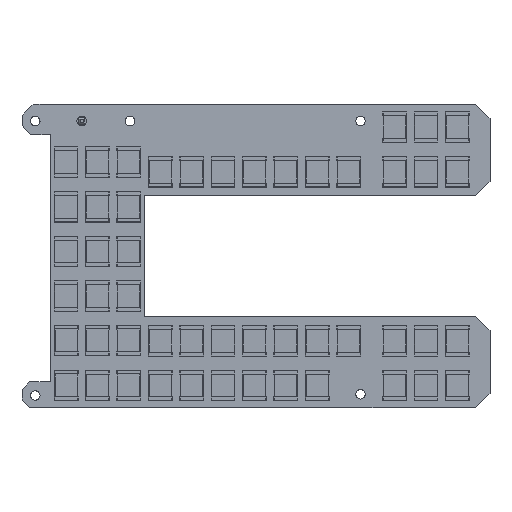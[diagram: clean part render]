
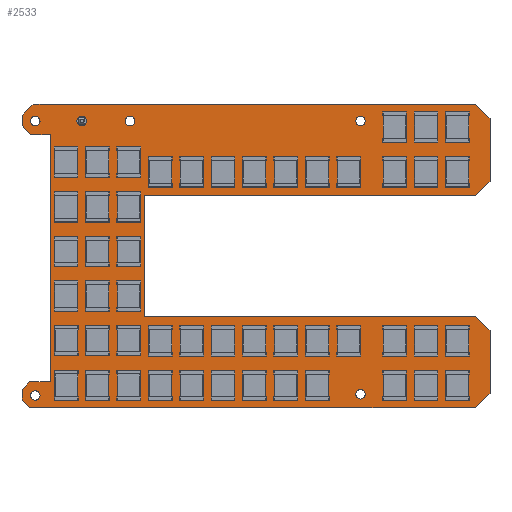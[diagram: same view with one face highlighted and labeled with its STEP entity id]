
A CAD part, top view. The second image highlights one B-rep face of the part: STEP entity #2533.
In plain terms, the highlighted planar face has unit normal (0, 0, 1).
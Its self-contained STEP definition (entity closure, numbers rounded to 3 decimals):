
#2187 = VERTEX_POINT('',#2188);
#2188 = CARTESIAN_POINT('',(119.126,-51.816,1.6));
#2194 = EDGE_CURVE('',#2187,#2195,#2197,.T.);
#2195 = VERTEX_POINT('',#2196);
#2196 = CARTESIAN_POINT('',(119.126,-58.42,1.6));
#2197 = LINE('',#2198,#2199);
#2198 = CARTESIAN_POINT('',(119.126,-51.816,1.6));
#2199 = VECTOR('',#2200,1.);
#2200 = DIRECTION('',(0.,-1.,0.));
#2227 = VERTEX_POINT('',#2228);
#2228 = CARTESIAN_POINT('',(117.602,-50.292,1.6));
#2234 = EDGE_CURVE('',#2227,#2187,#2235,.T.);
#2235 = LINE('',#2236,#2237);
#2236 = CARTESIAN_POINT('',(117.602,-50.292,1.6));
#2237 = VECTOR('',#2238,1.);
#2238 = DIRECTION('',(0.707,-0.707,0.));
#2256 = EDGE_CURVE('',#2195,#2257,#2259,.T.);
#2257 = VERTEX_POINT('',#2258);
#2258 = CARTESIAN_POINT('',(117.602,-59.944,1.6));
#2259 = LINE('',#2260,#2261);
#2260 = CARTESIAN_POINT('',(119.126,-58.42,1.6));
#2261 = VECTOR('',#2262,1.);
#2262 = DIRECTION('',(-0.707,-0.707,0.));
#2533 = ADVANCED_FACE('',(#2534,#2713,#2724,#2735,#2746,#2757,#2768),
  #2779,.T.);
#2534 = FACE_BOUND('',#2535,.T.);
#2535 = EDGE_LOOP('',(#2536,#2537,#2538,#2546,#2554,#2562,#2570,#2578,
    #2586,#2594,#2602,#2610,#2618,#2626,#2634,#2642,#2650,#2658,#2666,
    #2674,#2682,#2690,#2698,#2706,#2712));
#2536 = ORIENTED_EDGE('',*,*,#2194,.F.);
#2537 = ORIENTED_EDGE('',*,*,#2234,.F.);
#2538 = ORIENTED_EDGE('',*,*,#2539,.F.);
#2539 = EDGE_CURVE('',#2540,#2227,#2542,.T.);
#2540 = VERTEX_POINT('',#2541);
#2541 = CARTESIAN_POINT('',(72.39,-50.292,1.6));
#2542 = LINE('',#2543,#2544);
#2543 = CARTESIAN_POINT('',(72.39,-50.292,1.6));
#2544 = VECTOR('',#2545,1.);
#2545 = DIRECTION('',(1.,0.,0.));
#2546 = ORIENTED_EDGE('',*,*,#2547,.F.);
#2547 = EDGE_CURVE('',#2548,#2540,#2550,.T.);
#2548 = VERTEX_POINT('',#2549);
#2549 = CARTESIAN_POINT('',(71.145,-50.292,1.6));
#2550 = LINE('',#2551,#2552);
#2551 = CARTESIAN_POINT('',(71.145,-50.292,1.6));
#2552 = VECTOR('',#2553,1.);
#2553 = DIRECTION('',(1.,0.,0.));
#2554 = ORIENTED_EDGE('',*,*,#2555,.F.);
#2555 = EDGE_CURVE('',#2556,#2548,#2558,.T.);
#2556 = VERTEX_POINT('',#2557);
#2557 = CARTESIAN_POINT('',(71.095,-50.292,1.6));
#2558 = LINE('',#2559,#2560);
#2559 = CARTESIAN_POINT('',(71.095,-50.292,1.6));
#2560 = VECTOR('',#2561,1.);
#2561 = DIRECTION('',(1.,0.,0.));
#2562 = ORIENTED_EDGE('',*,*,#2563,.F.);
#2563 = EDGE_CURVE('',#2564,#2556,#2566,.T.);
#2564 = VERTEX_POINT('',#2565);
#2565 = CARTESIAN_POINT('',(70.739,-50.648,1.6));
#2566 = LINE('',#2567,#2568);
#2567 = CARTESIAN_POINT('',(70.739,-50.648,1.6));
#2568 = VECTOR('',#2569,1.);
#2569 = DIRECTION('',(0.707,0.707,0.));
#2570 = ORIENTED_EDGE('',*,*,#2571,.F.);
#2571 = EDGE_CURVE('',#2572,#2564,#2574,.T.);
#2572 = VERTEX_POINT('',#2573);
#2573 = CARTESIAN_POINT('',(69.926,-51.451,1.6));
#2574 = LINE('',#2575,#2576);
#2575 = CARTESIAN_POINT('',(69.926,-51.451,1.6));
#2576 = VECTOR('',#2577,1.);
#2577 = DIRECTION('',(0.711,0.703,0.));
#2578 = ORIENTED_EDGE('',*,*,#2579,.F.);
#2579 = EDGE_CURVE('',#2580,#2572,#2582,.T.);
#2580 = VERTEX_POINT('',#2581);
#2581 = CARTESIAN_POINT('',(69.926,-52.578,1.6));
#2582 = LINE('',#2583,#2584);
#2583 = CARTESIAN_POINT('',(69.926,-52.578,1.6));
#2584 = VECTOR('',#2585,1.);
#2585 = DIRECTION('',(0.,1.,0.));
#2586 = ORIENTED_EDGE('',*,*,#2587,.F.);
#2587 = EDGE_CURVE('',#2588,#2580,#2590,.T.);
#2588 = VERTEX_POINT('',#2589);
#2589 = CARTESIAN_POINT('',(70.739,-53.391,1.6));
#2590 = LINE('',#2591,#2592);
#2591 = CARTESIAN_POINT('',(70.739,-53.391,1.6));
#2592 = VECTOR('',#2593,1.);
#2593 = DIRECTION('',(-0.707,0.707,0.));
#2594 = ORIENTED_EDGE('',*,*,#2595,.F.);
#2595 = EDGE_CURVE('',#2596,#2588,#2598,.T.);
#2596 = VERTEX_POINT('',#2597);
#2597 = CARTESIAN_POINT('',(70.841,-53.492,1.6));
#2598 = LINE('',#2599,#2600);
#2599 = CARTESIAN_POINT('',(70.841,-53.492,1.6));
#2600 = VECTOR('',#2601,1.);
#2601 = DIRECTION('',(-0.707,0.707,0.));
#2602 = ORIENTED_EDGE('',*,*,#2603,.F.);
#2603 = EDGE_CURVE('',#2604,#2596,#2606,.T.);
#2604 = VERTEX_POINT('',#2605);
#2605 = CARTESIAN_POINT('',(72.898,-53.492,1.6));
#2606 = LINE('',#2607,#2608);
#2607 = CARTESIAN_POINT('',(72.898,-53.492,1.6));
#2608 = VECTOR('',#2609,1.);
#2609 = DIRECTION('',(-1.,0.,0.));
#2610 = ORIENTED_EDGE('',*,*,#2611,.F.);
#2611 = EDGE_CURVE('',#2612,#2604,#2614,.T.);
#2612 = VERTEX_POINT('',#2613);
#2613 = CARTESIAN_POINT('',(72.898,-79.477,1.6));
#2614 = LINE('',#2615,#2616);
#2615 = CARTESIAN_POINT('',(72.898,-79.477,1.6));
#2616 = VECTOR('',#2617,1.);
#2617 = DIRECTION('',(0.,1.,0.));
#2618 = ORIENTED_EDGE('',*,*,#2619,.F.);
#2619 = EDGE_CURVE('',#2620,#2612,#2622,.T.);
#2620 = VERTEX_POINT('',#2621);
#2621 = CARTESIAN_POINT('',(70.739,-79.477,1.6));
#2622 = LINE('',#2623,#2624);
#2623 = CARTESIAN_POINT('',(70.739,-79.477,1.6));
#2624 = VECTOR('',#2625,1.);
#2625 = DIRECTION('',(1.,0.,0.));
#2626 = ORIENTED_EDGE('',*,*,#2627,.F.);
#2627 = EDGE_CURVE('',#2628,#2620,#2630,.T.);
#2628 = VERTEX_POINT('',#2629);
#2629 = CARTESIAN_POINT('',(69.926,-80.28,1.6));
#2630 = LINE('',#2631,#2632);
#2631 = CARTESIAN_POINT('',(69.926,-80.28,1.6));
#2632 = VECTOR('',#2633,1.);
#2633 = DIRECTION('',(0.711,0.703,0.));
#2634 = ORIENTED_EDGE('',*,*,#2635,.F.);
#2635 = EDGE_CURVE('',#2636,#2628,#2638,.T.);
#2636 = VERTEX_POINT('',#2637);
#2637 = CARTESIAN_POINT('',(69.926,-81.407,1.6));
#2638 = LINE('',#2639,#2640);
#2639 = CARTESIAN_POINT('',(69.926,-81.407,1.6));
#2640 = VECTOR('',#2641,1.);
#2641 = DIRECTION('',(0.,1.,0.));
#2642 = ORIENTED_EDGE('',*,*,#2643,.F.);
#2643 = EDGE_CURVE('',#2644,#2636,#2646,.T.);
#2644 = VERTEX_POINT('',#2645);
#2645 = CARTESIAN_POINT('',(70.739,-82.22,1.6));
#2646 = LINE('',#2647,#2648);
#2647 = CARTESIAN_POINT('',(70.739,-82.22,1.6));
#2648 = VECTOR('',#2649,1.);
#2649 = DIRECTION('',(-0.707,0.707,0.));
#2650 = ORIENTED_EDGE('',*,*,#2651,.F.);
#2651 = EDGE_CURVE('',#2652,#2644,#2654,.T.);
#2652 = VERTEX_POINT('',#2653);
#2653 = CARTESIAN_POINT('',(105.664,-82.22,1.6));
#2654 = LINE('',#2655,#2656);
#2655 = CARTESIAN_POINT('',(105.664,-82.22,1.6));
#2656 = VECTOR('',#2657,1.);
#2657 = DIRECTION('',(-1.,0.,0.));
#2658 = ORIENTED_EDGE('',*,*,#2659,.F.);
#2659 = EDGE_CURVE('',#2660,#2652,#2662,.T.);
#2660 = VERTEX_POINT('',#2661);
#2661 = CARTESIAN_POINT('',(117.602,-82.22,1.6));
#2662 = LINE('',#2663,#2664);
#2663 = CARTESIAN_POINT('',(117.602,-82.22,1.6));
#2664 = VECTOR('',#2665,1.);
#2665 = DIRECTION('',(-1.,0.,0.));
#2666 = ORIENTED_EDGE('',*,*,#2667,.F.);
#2667 = EDGE_CURVE('',#2668,#2660,#2670,.T.);
#2668 = VERTEX_POINT('',#2669);
#2669 = CARTESIAN_POINT('',(119.126,-80.696,1.6));
#2670 = LINE('',#2671,#2672);
#2671 = CARTESIAN_POINT('',(119.126,-80.696,1.6));
#2672 = VECTOR('',#2673,1.);
#2673 = DIRECTION('',(-0.707,-0.707,0.));
#2674 = ORIENTED_EDGE('',*,*,#2675,.F.);
#2675 = EDGE_CURVE('',#2676,#2668,#2678,.T.);
#2676 = VERTEX_POINT('',#2677);
#2677 = CARTESIAN_POINT('',(119.126,-74.092,1.6));
#2678 = LINE('',#2679,#2680);
#2679 = CARTESIAN_POINT('',(119.126,-74.092,1.6));
#2680 = VECTOR('',#2681,1.);
#2681 = DIRECTION('',(0.,-1.,0.));
#2682 = ORIENTED_EDGE('',*,*,#2683,.F.);
#2683 = EDGE_CURVE('',#2684,#2676,#2686,.T.);
#2684 = VERTEX_POINT('',#2685);
#2685 = CARTESIAN_POINT('',(117.602,-72.568,1.6));
#2686 = LINE('',#2687,#2688);
#2687 = CARTESIAN_POINT('',(117.602,-72.568,1.6));
#2688 = VECTOR('',#2689,1.);
#2689 = DIRECTION('',(0.707,-0.707,0.));
#2690 = ORIENTED_EDGE('',*,*,#2691,.F.);
#2691 = EDGE_CURVE('',#2692,#2684,#2694,.T.);
#2692 = VERTEX_POINT('',#2693);
#2693 = CARTESIAN_POINT('',(82.804,-72.568,1.6));
#2694 = LINE('',#2695,#2696);
#2695 = CARTESIAN_POINT('',(82.804,-72.568,1.6));
#2696 = VECTOR('',#2697,1.);
#2697 = DIRECTION('',(1.,0.,0.));
#2698 = ORIENTED_EDGE('',*,*,#2699,.F.);
#2699 = EDGE_CURVE('',#2700,#2692,#2702,.T.);
#2700 = VERTEX_POINT('',#2701);
#2701 = CARTESIAN_POINT('',(82.804,-59.944,1.6));
#2702 = LINE('',#2703,#2704);
#2703 = CARTESIAN_POINT('',(82.804,-59.944,1.6));
#2704 = VECTOR('',#2705,1.);
#2705 = DIRECTION('',(0.,-1.,0.));
#2706 = ORIENTED_EDGE('',*,*,#2707,.F.);
#2707 = EDGE_CURVE('',#2257,#2700,#2708,.T.);
#2708 = LINE('',#2709,#2710);
#2709 = CARTESIAN_POINT('',(117.602,-59.944,1.6));
#2710 = VECTOR('',#2711,1.);
#2711 = DIRECTION('',(-1.,0.,0.));
#2712 = ORIENTED_EDGE('',*,*,#2256,.F.);
#2713 = FACE_BOUND('',#2714,.T.);
#2714 = EDGE_LOOP('',(#2715));
#2715 = ORIENTED_EDGE('',*,*,#2716,.T.);
#2716 = EDGE_CURVE('',#2717,#2717,#2719,.T.);
#2717 = VERTEX_POINT('',#2718);
#2718 = CARTESIAN_POINT('',(71.323,-81.424,1.6));
#2719 = CIRCLE('',#2720,0.5);
#2720 = AXIS2_PLACEMENT_3D('',#2721,#2722,#2723);
#2721 = CARTESIAN_POINT('',(71.323,-80.924,1.6));
#2722 = DIRECTION('',(-0.,0.,-1.));
#2723 = DIRECTION('',(-0.,-1.,0.));
#2724 = FACE_BOUND('',#2725,.T.);
#2725 = EDGE_LOOP('',(#2726));
#2726 = ORIENTED_EDGE('',*,*,#2727,.T.);
#2727 = EDGE_CURVE('',#2728,#2728,#2730,.T.);
#2728 = VERTEX_POINT('',#2729);
#2729 = CARTESIAN_POINT('',(105.512,-81.297,1.6));
#2730 = CIRCLE('',#2731,0.5);
#2731 = AXIS2_PLACEMENT_3D('',#2732,#2733,#2734);
#2732 = CARTESIAN_POINT('',(105.512,-80.797,1.6));
#2733 = DIRECTION('',(-0.,0.,-1.));
#2734 = DIRECTION('',(-0.,-1.,0.));
#2735 = FACE_BOUND('',#2736,.T.);
#2736 = EDGE_LOOP('',(#2737));
#2737 = ORIENTED_EDGE('',*,*,#2738,.T.);
#2738 = EDGE_CURVE('',#2739,#2739,#2741,.T.);
#2739 = VERTEX_POINT('',#2740);
#2740 = CARTESIAN_POINT('',(71.323,-52.57,1.6));
#2741 = CIRCLE('',#2742,0.5);
#2742 = AXIS2_PLACEMENT_3D('',#2743,#2744,#2745);
#2743 = CARTESIAN_POINT('',(71.323,-52.07,1.6));
#2744 = DIRECTION('',(-0.,0.,-1.));
#2745 = DIRECTION('',(-0.,-1.,0.));
#2746 = FACE_BOUND('',#2747,.T.);
#2747 = EDGE_LOOP('',(#2748));
#2748 = ORIENTED_EDGE('',*,*,#2749,.T.);
#2749 = EDGE_CURVE('',#2750,#2750,#2752,.T.);
#2750 = VERTEX_POINT('',#2751);
#2751 = CARTESIAN_POINT('',(76.2,-52.57,1.6));
#2752 = CIRCLE('',#2753,0.5);
#2753 = AXIS2_PLACEMENT_3D('',#2754,#2755,#2756);
#2754 = CARTESIAN_POINT('',(76.2,-52.07,1.6));
#2755 = DIRECTION('',(-0.,0.,-1.));
#2756 = DIRECTION('',(-0.,-1.,0.));
#2757 = FACE_BOUND('',#2758,.T.);
#2758 = EDGE_LOOP('',(#2759));
#2759 = ORIENTED_EDGE('',*,*,#2760,.T.);
#2760 = EDGE_CURVE('',#2761,#2761,#2763,.T.);
#2761 = VERTEX_POINT('',#2762);
#2762 = CARTESIAN_POINT('',(81.28,-52.57,1.6));
#2763 = CIRCLE('',#2764,0.5);
#2764 = AXIS2_PLACEMENT_3D('',#2765,#2766,#2767);
#2765 = CARTESIAN_POINT('',(81.28,-52.07,1.6));
#2766 = DIRECTION('',(-0.,0.,-1.));
#2767 = DIRECTION('',(-0.,-1.,0.));
#2768 = FACE_BOUND('',#2769,.T.);
#2769 = EDGE_LOOP('',(#2770));
#2770 = ORIENTED_EDGE('',*,*,#2771,.T.);
#2771 = EDGE_CURVE('',#2772,#2772,#2774,.T.);
#2772 = VERTEX_POINT('',#2773);
#2773 = CARTESIAN_POINT('',(105.512,-52.57,1.6));
#2774 = CIRCLE('',#2775,0.5);
#2775 = AXIS2_PLACEMENT_3D('',#2776,#2777,#2778);
#2776 = CARTESIAN_POINT('',(105.512,-52.07,1.6));
#2777 = DIRECTION('',(-0.,0.,-1.));
#2778 = DIRECTION('',(-0.,-1.,0.));
#2779 = PLANE('',#2780);
#2780 = AXIS2_PLACEMENT_3D('',#2781,#2782,#2783);
#2781 = CARTESIAN_POINT('',(0.,0.,1.6));
#2782 = DIRECTION('',(0.,0.,1.));
#2783 = DIRECTION('',(1.,0.,-0.));
